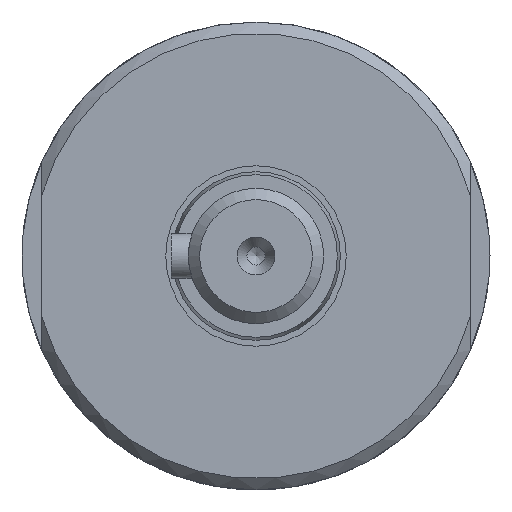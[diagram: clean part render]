
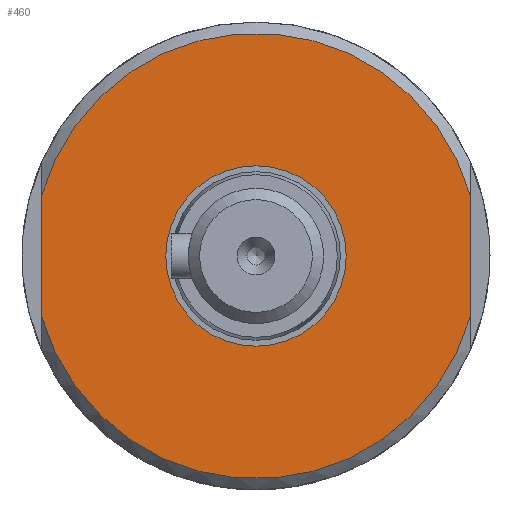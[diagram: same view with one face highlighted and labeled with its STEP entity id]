
A CAD part, left-side view. The second image highlights one B-rep face of the part: STEP entity #460.
In plain terms, the highlighted planar face has unit normal (-1, 0, 0).
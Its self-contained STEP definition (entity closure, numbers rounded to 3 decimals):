
#192=CARTESIAN_POINT('',(-87.5,19.,-5.391));
#193=VERTEX_POINT('',#192);
#209=CARTESIAN_POINT('',(-87.5,19.,5.391));
#210=VERTEX_POINT('',#209);
#211=CARTESIAN_POINT('',(-87.5,19.,5.391));
#212=DIRECTION('',(0.0,0.0,-1.0));
#213=VECTOR('',#212,10.782);
#214=LINE('',#211,#213);
#215=EDGE_CURVE('',#210,#193,#214,.T.);
#280=CARTESIAN_POINT('',(-87.5,-19.,-5.391));
#281=VERTEX_POINT('',#280);
#319=CARTESIAN_POINT('',(-87.5,-19.,5.391));
#320=VERTEX_POINT('',#319);
#334=CARTESIAN_POINT('',(-87.5,-19.,-5.391));
#335=DIRECTION('',(0.0,0.0,1.0));
#336=VECTOR('',#335,10.782);
#337=LINE('',#334,#336);
#338=EDGE_CURVE('',#281,#320,#337,.T.);
#365=CARTESIAN_POINT('',(-87.5,0.,0.));
#366=DIRECTION('',(1.0,0.0,0.0));
#367=DIRECTION('',(0.0,0.0,1.0));
#368=AXIS2_PLACEMENT_3D('',#365,#366,#367);
#369=CIRCLE('',#368,19.75);
#370=EDGE_CURVE('',#210,#320,#369,.T.);
#416=CARTESIAN_POINT('',(-87.5,0.,0.));
#417=DIRECTION('',(1.0,0.0,0.0));
#418=DIRECTION('',(0.0,0.0,1.0));
#419=AXIS2_PLACEMENT_3D('',#416,#417,#418);
#420=CIRCLE('',#419,19.75);
#421=EDGE_CURVE('',#281,#193,#420,.T.);
#434=CARTESIAN_POINT('',(-87.5,0.,8.));
#435=VERTEX_POINT('',#434);
#436=CARTESIAN_POINT('',(-87.5,0.,0.));
#437=DIRECTION('',(1.0,0.0,0.0));
#438=DIRECTION('',(0.0,0.0,1.0));
#439=AXIS2_PLACEMENT_3D('',#436,#437,#438);
#440=CIRCLE('',#439,8.0);
#441=EDGE_CURVE('',#435,#435,#440,.T.);
#446=CARTESIAN_POINT('',(-87.5,0.,13.875));
#447=DIRECTION('',(-1.0,0.0,0.0));
#448=DIRECTION('',(0.0,-1.0,0.0));
#449=AXIS2_PLACEMENT_3D('',#446,#447,#448);
#450=PLANE('',#449);
#451=ORIENTED_EDGE('',*,*,#215,.T.);
#452=ORIENTED_EDGE('',*,*,#421,.F.);
#453=ORIENTED_EDGE('',*,*,#338,.T.);
#454=ORIENTED_EDGE('',*,*,#370,.F.);
#455=EDGE_LOOP('',(#451,#452,#453,#454));
#456=FACE_OUTER_BOUND('',#455,.T.);
#457=ORIENTED_EDGE('',*,*,#441,.T.);
#458=EDGE_LOOP('',(#457));
#459=FACE_BOUND('',#458,.T.);
#460=ADVANCED_FACE('',(#456,#459),#450,.T.);
